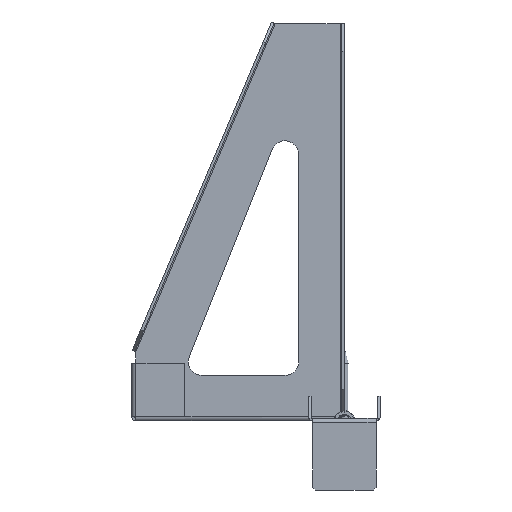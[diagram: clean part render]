
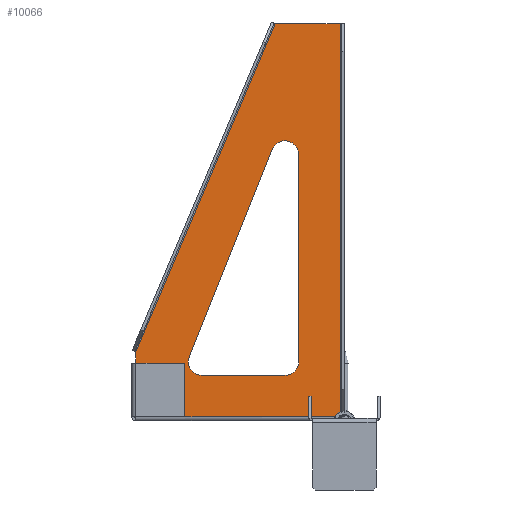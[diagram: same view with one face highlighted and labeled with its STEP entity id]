
A CAD part, left-side view. The second image highlights one B-rep face of the part: STEP entity #10066.
In plain terms, the highlighted planar face has unit normal (-1, 0, 0).
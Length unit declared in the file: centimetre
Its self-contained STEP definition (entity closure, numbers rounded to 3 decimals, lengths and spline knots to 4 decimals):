
#4856=VERTEX_POINT('',#24958);
#4888=VERTEX_POINT('',#25048);
#4891=VERTEX_POINT('',#25056);
#4904=VERTEX_POINT('',#25090);
#4931=VERTEX_POINT('',#25174);
#4932=VERTEX_POINT('',#25176);
#4934=VERTEX_POINT('',#25182);
#4936=VERTEX_POINT('',#25188);
#4938=VERTEX_POINT('',#25194);
#4940=VERTEX_POINT('',#25200);
#5009=VERTEX_POINT('',#25429);
#5661=EDGE_CURVE('',#4891,#4888,#16220,.T.);
#5719=EDGE_CURVE('',#4932,#4931,#11124,.T.);
#5722=EDGE_CURVE('',#4934,#4932,#16262,.T.);
#5725=EDGE_CURVE('',#4936,#4934,#11126,.T.);
#5728=EDGE_CURVE('',#4938,#4936,#16266,.T.);
#5731=EDGE_CURVE('',#4940,#4938,#11128,.T.);
#5734=EDGE_CURVE('',#4931,#4940,#16270,.T.);
#5762=EDGE_CURVE('',#4891,#4904,#16292,.T.);
#5845=EDGE_CURVE('',#4888,#4856,#16342,.T.);
#5849=EDGE_CURVE('',#4856,#5009,#16344,.T.);
#5859=EDGE_CURVE('',#5009,#4904,#16350,.T.);
#7204=ORIENTED_EDGE('',*,*,#5719,.T.);
#7205=ORIENTED_EDGE('',*,*,#5734,.T.);
#7206=ORIENTED_EDGE('',*,*,#5731,.T.);
#7207=ORIENTED_EDGE('',*,*,#5728,.T.);
#7208=ORIENTED_EDGE('',*,*,#5725,.T.);
#7209=ORIENTED_EDGE('',*,*,#5722,.T.);
#7210=ORIENTED_EDGE('',*,*,#5845,.F.);
#7211=ORIENTED_EDGE('',*,*,#5661,.F.);
#7212=ORIENTED_EDGE('',*,*,#5762,.T.);
#7213=ORIENTED_EDGE('',*,*,#5859,.F.);
#7214=ORIENTED_EDGE('',*,*,#5849,.F.);
#9121=EDGE_LOOP('',(#7204,#7205,#7206,#7207,#7208,#7209));
#9122=EDGE_LOOP('',(#7210,#7211,#7212,#7213,#7214));
#9599=FACE_BOUND('',#9121,.T.);
#9600=FACE_BOUND('',#9122,.T.);
#10066=ADVANCED_FACE('',(#9599,#9600),#22859,.F.);
#11124=CIRCLE('',#21058,0.5);
#11126=CIRCLE('',#21062,0.5);
#11128=CIRCLE('',#21066,0.5);
#16220=LINE('',#25057,#21995);
#16262=LINE('',#25181,#22037);
#16266=LINE('',#25193,#22041);
#16270=LINE('',#25204,#22045);
#16292=LINE('',#25260,#22067);
#16342=LINE('',#25422,#22117);
#16344=LINE('',#25428,#22119);
#16350=LINE('',#25447,#22125);
#21058=AXIS2_PLACEMENT_3D('',#25175,#32856,#32857);
#21062=AXIS2_PLACEMENT_3D('',#25187,#32867,#32868);
#21066=AXIS2_PLACEMENT_3D('',#25199,#32878,#32879);
#21156=AXIS2_PLACEMENT_3D('',#25448,#33111,$);
#21995=VECTOR('',#32754,1.);
#22037=VECTOR('',#32861,1.);
#22041=VECTOR('',#32872,1.);
#22045=VECTOR('',#32883,1.);
#22067=VECTOR('',#32935,1.);
#22117=VECTOR('',#33085,1.);
#22119=VECTOR('',#33094,1.);
#22125=VECTOR('',#33110,1.);
#22859=PLANE('',#21156);
#24958=CARTESIAN_POINT('',(-0.1,0.15,0.15));
#25048=CARTESIAN_POINT('',(-0.1,0.15,14.4));
#25056=CARTESIAN_POINT('',(-0.1,2.5,14.4));
#25057=CARTESIAN_POINT('',(-0.1,0.,14.4));
#25090=CARTESIAN_POINT('',(-0.1,7.55,2.5029));
#25174=CARTESIAN_POINT('',(-0.1,1.65,9.65));
#25175=CARTESIAN_POINT('',(-0.1,2.15,9.65));
#25176=CARTESIAN_POINT('',(-0.1,2.6142,9.8357));
#25181=CARTESIAN_POINT('',(-0.1,3.141,8.5189));
#25182=CARTESIAN_POINT('',(-0.1,5.6142,2.3357));
#25187=CARTESIAN_POINT('',(-0.1,5.15,2.15));
#25188=CARTESIAN_POINT('',(-0.1,5.15,1.65));
#25193=CARTESIAN_POINT('',(-0.1,4.4625,1.65));
#25194=CARTESIAN_POINT('',(-0.1,2.15,1.65));
#25199=CARTESIAN_POINT('',(-0.1,2.15,2.15));
#25200=CARTESIAN_POINT('',(-0.1,1.65,2.15));
#25204=CARTESIAN_POINT('',(-0.1,1.65,4.6975));
#25260=CARTESIAN_POINT('',(-0.1,3.884,11.1394));
#25422=CARTESIAN_POINT('',(-0.1,0.15,10.8225));
#25428=CARTESIAN_POINT('',(-0.1,5.6625,0.15));
#25429=CARTESIAN_POINT('',(-0.1,7.55,0.15));
#25447=CARTESIAN_POINT('',(-0.1,7.55,14.4));
#25448=CARTESIAN_POINT('',(-0.1,3.775,7.245));
#32754=DIRECTION('',(0.,-1.,0.));
#32856=DIRECTION('',(1.,0.,0.));
#32857=DIRECTION('',(0.,0.,0.5));
#32861=DIRECTION('',(0.,-0.371,0.928));
#32867=DIRECTION('',(1.,0.,0.));
#32868=DIRECTION('',(0.,0.,0.5));
#32872=DIRECTION('',(0.,1.,0.));
#32878=DIRECTION('',(1.,0.,0.));
#32879=DIRECTION('',(0.,0.,0.5));
#32883=DIRECTION('',(0.,0.,-1.));
#32935=DIRECTION('',(0.,0.391,-0.921));
#33085=DIRECTION('',(0.,0.,-1.));
#33094=DIRECTION('',(0.,1.,0.));
#33110=DIRECTION('',(0.,0.,1.));
#33111=DIRECTION('',(1.,0.,0.));
